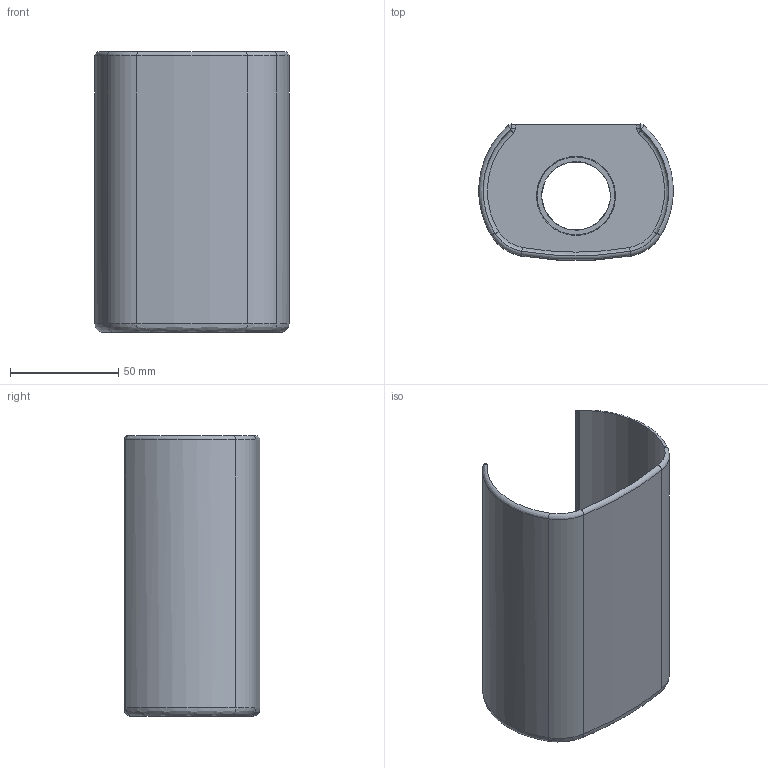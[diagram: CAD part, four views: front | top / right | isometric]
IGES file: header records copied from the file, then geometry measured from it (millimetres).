
Global section: file name: 505058; native system: Autodesk Inventor 2018; preprocessor: unknown; author: JANAN; date: 20220204.072834; units: millimetre
Bounding box: 89.88 x 62.91 x 130 mm (x, y, z)
Volume: 59039.6 mm3; surface area: 60249.7 mm2
Topology: 1 solids, 1 shells, 47 faces, 110 edges, 66 vertices
Faces by surface type: bspline 47
